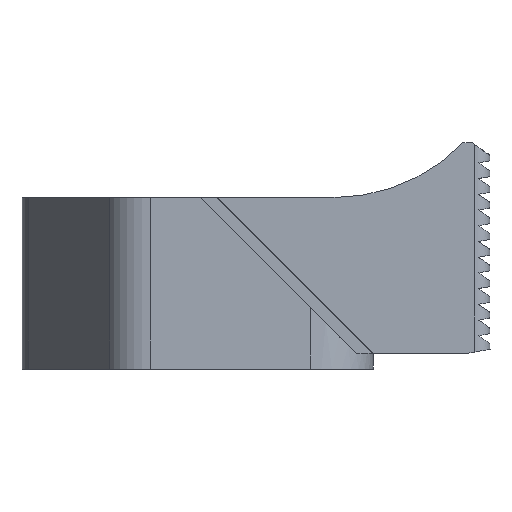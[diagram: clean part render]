
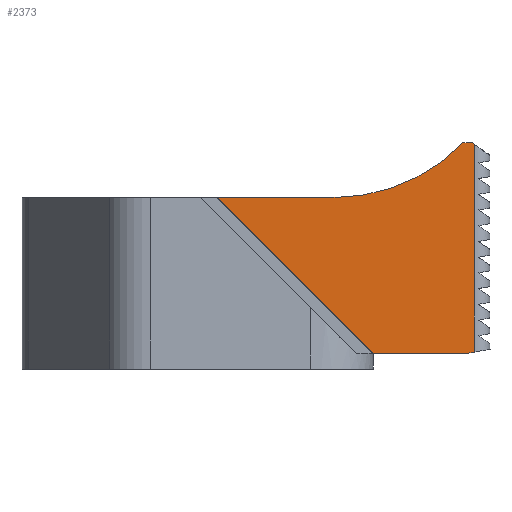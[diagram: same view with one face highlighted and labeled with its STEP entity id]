
A CAD part, front view. The second image highlights one B-rep face of the part: STEP entity #2373.
In plain terms, the highlighted planar face has unit normal (0, -1, 0).
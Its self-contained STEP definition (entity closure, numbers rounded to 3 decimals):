
#248 = VECTOR ( 'NONE', #5583, 1000. ) ;
#300 = VERTEX_POINT ( 'NONE', #1589 ) ;
#405 = VERTEX_POINT ( 'NONE', #2204 ) ;
#577 = ORIENTED_EDGE ( 'NONE', *, *, #5567, .T. ) ;
#799 = VERTEX_POINT ( 'NONE', #1666 ) ;
#988 = EDGE_CURVE ( 'NONE', #4183, #3122, #4997, .T. ) ;
#1069 = CARTESIAN_POINT ( 'NONE',  ( 20.485, -17.5, 0. ) ) ;
#1079 = DIRECTION ( 'NONE',  ( 0.985, 0., 0.174 ) ) ;
#1145 = DIRECTION ( 'NONE',  ( -1., 0., 0. ) ) ;
#1149 = CARTESIAN_POINT ( 'NONE',  ( 1.743, -17.5, 6.743 ) ) ;
#1156 = VECTOR ( 'NONE', #3487, 1000. ) ;
#1257 = EDGE_LOOP ( 'NONE', ( #3321, #4931, #1439, #1587, #577, #3412, #1814, #4343 ) ) ;
#1439 = ORIENTED_EDGE ( 'NONE', *, *, #1904, .T. ) ;
#1530 = VECTOR ( 'NONE', #1079, 1000. ) ;
#1587 = ORIENTED_EDGE ( 'NONE', *, *, #3396, .T. ) ;
#1589 = CARTESIAN_POINT ( 'NONE',  ( 20.008, -17.5, 27. ) ) ;
#1666 = CARTESIAN_POINT ( 'NONE',  ( 21.485, -17.5, 0.176 ) ) ;
#1679 = CARTESIAN_POINT ( 'NONE',  ( 21.485, -17.5, 27. ) ) ;
#1701 = AXIS2_PLACEMENT_3D ( 'NONE', #3483, #2583, #5577 ) ;
#1746 = EDGE_CURVE ( 'NONE', #300, #3159, #2337, .T. ) ;
#1764 = CARTESIAN_POINT ( 'NONE',  ( 21.21, -17.5, 27. ) ) ;
#1814 = ORIENTED_EDGE ( 'NONE', *, *, #4490, .F. ) ;
#1904 = EDGE_CURVE ( 'NONE', #799, #405, #2587, .T. ) ;
#1906 = DIRECTION ( 'NONE',  ( -0.819, 0., 0.574 ) ) ;
#1957 = CARTESIAN_POINT ( 'NONE',  ( 23.485, -17.5, 27. ) ) ;
#1978 = EDGE_CURVE ( 'NONE', #4903, #3122, #2131, .T. ) ;
#2075 = VECTOR ( 'NONE', #1906, 1000. ) ;
#2131 = LINE ( 'NONE', #1149, #1156 ) ;
#2193 = CARTESIAN_POINT ( 'NONE',  ( -11.515, -17.5, 20. ) ) ;
#2204 = CARTESIAN_POINT ( 'NONE',  ( 21.485, -17.5, 26.807 ) ) ;
#2227 = VECTOR ( 'NONE', #1145, 1000. ) ;
#2337 = CIRCLE ( 'NONE', #2606, 23. ) ;
#2373 = ADVANCED_FACE ( 'NONE', ( #4224 ), #2949, .F. ) ;
#2419 = DIRECTION ( 'NONE',  ( -1., 0., 0. ) ) ;
#2486 = CARTESIAN_POINT ( 'NONE',  ( 23.485, -17.5, 0. ) ) ;
#2538 = VECTOR ( 'NONE', #5279, 1000. ) ;
#2583 = DIRECTION ( 'NONE',  ( 0., 1., 0. ) ) ;
#2587 = LINE ( 'NONE', #1679, #248 ) ;
#2606 = AXIS2_PLACEMENT_3D ( 'NONE', #5339, #3254, #3583 ) ;
#2739 = CARTESIAN_POINT ( 'NONE',  ( 15., -17.5, 20. ) ) ;
#2859 = LINE ( 'NONE', #4167, #1530 ) ;
#2949 = PLANE ( 'NONE',  #1701 ) ;
#3122 = VERTEX_POINT ( 'NONE', #5516 ) ;
#3159 = VERTEX_POINT ( 'NONE', #5088 ) ;
#3190 = CARTESIAN_POINT ( 'NONE',  ( 23.485, -17.5, 25.407 ) ) ;
#3254 = DIRECTION ( 'NONE',  ( 0., 1., 0. ) ) ;
#3321 = ORIENTED_EDGE ( 'NONE', *, *, #988, .F. ) ;
#3396 = EDGE_CURVE ( 'NONE', #405, #4579, #5359, .T. ) ;
#3412 = ORIENTED_EDGE ( 'NONE', *, *, #1746, .T. ) ;
#3483 = CARTESIAN_POINT ( 'NONE',  ( 23.485, -17.5, 27. ) ) ;
#3487 = DIRECTION ( 'NONE',  ( 0.707, 0., -0.707 ) ) ;
#3583 = DIRECTION ( 'NONE',  ( -1., 0., 0. ) ) ;
#3658 = LINE ( 'NONE', #1957, #5322 ) ;
#3791 = EDGE_CURVE ( 'NONE', #4183, #799, #2859, .T. ) ;
#3981 = LINE ( 'NONE', #2739, #2538 ) ;
#4167 = CARTESIAN_POINT ( 'NONE',  ( 20.485, -17.5, 0. ) ) ;
#4183 = VERTEX_POINT ( 'NONE', #1069 ) ;
#4224 = FACE_OUTER_BOUND ( 'NONE', #1257, .T. ) ;
#4343 = ORIENTED_EDGE ( 'NONE', *, *, #1978, .T. ) ;
#4490 = EDGE_CURVE ( 'NONE', #4903, #3159, #3981, .T. ) ;
#4579 = VERTEX_POINT ( 'NONE', #1764 ) ;
#4903 = VERTEX_POINT ( 'NONE', #2193 ) ;
#4931 = ORIENTED_EDGE ( 'NONE', *, *, #3791, .T. ) ;
#4997 = LINE ( 'NONE', #2486, #2227 ) ;
#5088 = CARTESIAN_POINT ( 'NONE',  ( 3.485, -17.5, 20. ) ) ;
#5279 = DIRECTION ( 'NONE',  ( 1., 0., 0. ) ) ;
#5322 = VECTOR ( 'NONE', #2419, 1000. ) ;
#5339 = CARTESIAN_POINT ( 'NONE',  ( 3.485, -17.5, 43. ) ) ;
#5359 = LINE ( 'NONE', #3190, #2075 ) ;
#5516 = CARTESIAN_POINT ( 'NONE',  ( 8.485, -17.5, 0. ) ) ;
#5567 = EDGE_CURVE ( 'NONE', #4579, #300, #3658, .T. ) ;
#5577 = DIRECTION ( 'NONE',  ( 0., 0., 1. ) ) ;
#5583 = DIRECTION ( 'NONE',  ( 0., 0., 1. ) ) ;
